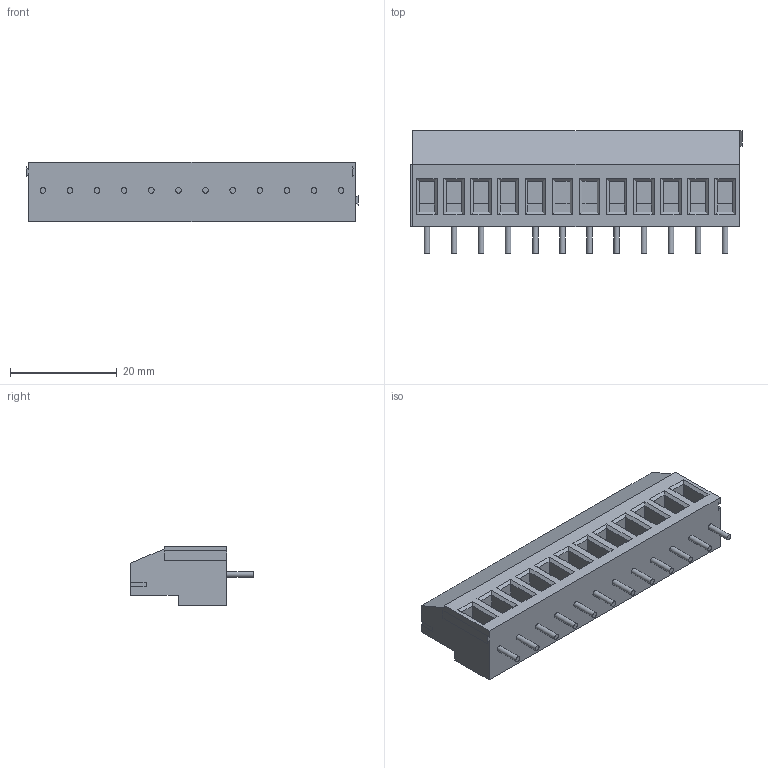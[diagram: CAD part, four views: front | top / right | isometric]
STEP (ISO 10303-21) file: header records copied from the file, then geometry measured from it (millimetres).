
FILE_DESCRIPTION(/* description */ (''),/* implementation_level */ '2;1');
FILE_NAME(/* name */ 'TerminalBlock_Phoenix_MKDS-3-12-5.08_1x12_P5.08mm_Horizontal.stp',/* time_stamp */ '2019-08-31T16:59:34+02:00',/* author */ ('Sébastien'),/* organization */ (''),/* preprocessor_version */ 'ST-DEVELOPER v16.13',/* originating_system */ 'Autodesk Inventor 2018',/* authorisation */ '');
FILE_SCHEMA (('AUTOMOTIVE_DESIGN { 1 0 10303 214 3 1 1 }'));
Length unit declared in the file: millimetre
Products named in the file (1): bornier_vert_5.08_variable
Bounding box: 62.18 x 23 x 11.2 mm (x, y, z)
Volume: 9203.9 mm3; surface area: 5423.7 mm2
Topology: 1 solids, 1 shells, 302 faces, 744 edges, 480 vertices
Faces by surface type: plane 278, cylinder 24
Full cylindrical faces by diameter (mm): 1.05 x12, 3.9 x12
Entity records: 8796 total; most frequent: CARTESIAN_POINT 1479, ORIENTED_EDGE 1416, DIRECTION 1398, EDGE_CURVE 708, LINE 624, VECTOR 624, VERTEX_POINT 468, AXIS2_PLACEMENT_3D 387
